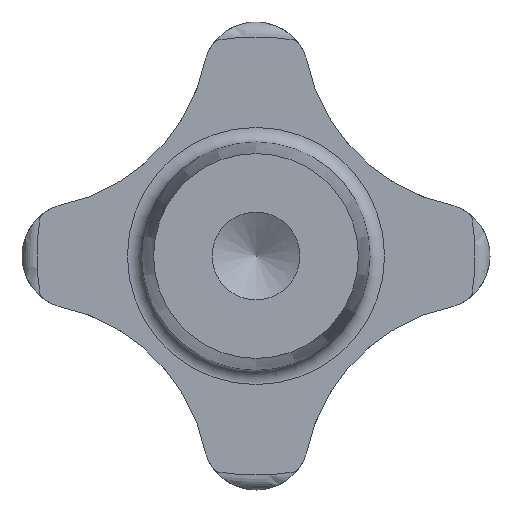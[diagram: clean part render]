
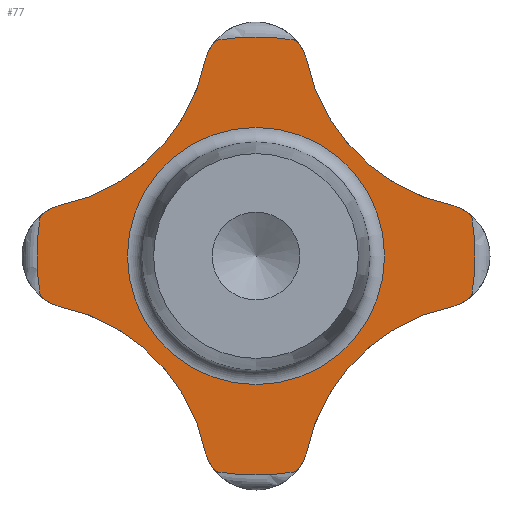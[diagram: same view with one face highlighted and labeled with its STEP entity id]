
A CAD part, front view. The second image highlights one B-rep face of the part: STEP entity #77.
In plain terms, the highlighted planar face has unit normal (0, -1, 0).
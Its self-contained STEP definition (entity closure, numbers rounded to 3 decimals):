
#77 = ADVANCED_FACE( '', ( #159, #160 ), #161, .F. );
#159 = FACE_BOUND( '', #242, .T. );
#160 = FACE_OUTER_BOUND( '', #243, .T. );
#161 = PLANE( '', #244 );
#242 = EDGE_LOOP( '', ( #402 ) );
#243 = EDGE_LOOP( '', ( #403, #404, #405, #406, #407, #408, #409, #410, #411, #412, #413, #414, #415, #416, #417, #418 ) );
#244 = AXIS2_PLACEMENT_3D( '', #419, #420, #421 );
#402 = ORIENTED_EDGE( '', *, *, #556, .F. );
#403 = ORIENTED_EDGE( '', *, *, #557, .T. );
#404 = ORIENTED_EDGE( '', *, *, #530, .T. );
#405 = ORIENTED_EDGE( '', *, *, #558, .F. );
#406 = ORIENTED_EDGE( '', *, *, #502, .T. );
#407 = ORIENTED_EDGE( '', *, *, #559, .T. );
#408 = ORIENTED_EDGE( '', *, *, #499, .T. );
#409 = ORIENTED_EDGE( '', *, *, #524, .F. );
#410 = ORIENTED_EDGE( '', *, *, #554, .T. );
#411 = ORIENTED_EDGE( '', *, *, #560, .T. );
#412 = ORIENTED_EDGE( '', *, *, #551, .T. );
#413 = ORIENTED_EDGE( '', *, *, #541, .F. );
#414 = ORIENTED_EDGE( '', *, *, #514, .T. );
#415 = ORIENTED_EDGE( '', *, *, #547, .T. );
#416 = ORIENTED_EDGE( '', *, *, #511, .T. );
#417 = ORIENTED_EDGE( '', *, *, #487, .F. );
#418 = ORIENTED_EDGE( '', *, *, #533, .T. );
#419 = CARTESIAN_POINT( '', ( 15., 10., 0. ) );
#420 = DIRECTION( '', ( 0., 1., 0. ) );
#421 = DIRECTION( '', ( 0., 0., 1. ) );
#487 = EDGE_CURVE( '', #573, #575, #576, .F. );
#499 = EDGE_CURVE( '', #597, #595, #598, .F. );
#502 = EDGE_CURVE( '', #603, #601, #604, .F. );
#511 = EDGE_CURVE( '', #617, #575, #618, .F. );
#514 = EDGE_CURVE( '', #623, #621, #624, .F. );
#524 = EDGE_CURVE( '', #638, #595, #640, .F. );
#530 = EDGE_CURVE( '', #648, #646, #649, .F. );
#533 = EDGE_CURVE( '', #573, #652, #654, .F. );
#541 = EDGE_CURVE( '', #623, #666, #667, .F. );
#547 = EDGE_CURVE( '', #621, #617, #673, .T. );
#551 = EDGE_CURVE( '', #677, #666, #678, .F. );
#554 = EDGE_CURVE( '', #638, #681, #683, .F. );
#556 = EDGE_CURVE( '', #685, #685, #686, .T. );
#557 = EDGE_CURVE( '', #652, #648, #687, .T. );
#558 = EDGE_CURVE( '', #603, #646, #688, .F. );
#559 = EDGE_CURVE( '', #601, #597, #689, .T. );
#560 = EDGE_CURVE( '', #681, #677, #690, .T. );
#573 = VERTEX_POINT( '', #702 );
#575 = VERTEX_POINT( '', #705 );
#576 = CIRCLE( '', #706, 12.8 );
#595 = VERTEX_POINT( '', #775 );
#597 = VERTEX_POINT( '', #778 );
#598 = CIRCLE( '', #779, 3.632 );
#601 = VERTEX_POINT( '', #793 );
#603 = VERTEX_POINT( '', #806 );
#604 = CIRCLE( '', #807, 3.632 );
#617 = VERTEX_POINT( '', #851 );
#618 = CIRCLE( '', #852, 3.632 );
#621 = VERTEX_POINT( '', #866 );
#623 = VERTEX_POINT( '', #879 );
#624 = CIRCLE( '', #880, 3.632 );
#638 = VERTEX_POINT( '', #915 );
#640 = CIRCLE( '', #918, 12.8 );
#646 = VERTEX_POINT( '', #953 );
#648 = VERTEX_POINT( '', #956 );
#649 = CIRCLE( '', #957, 3.632 );
#652 = VERTEX_POINT( '', #971 );
#654 = CIRCLE( '', #984, 3.632 );
#666 = VERTEX_POINT( '', #1016 );
#667 = CIRCLE( '', #1017, 12.8 );
#673 = CIRCLE( '', #1043, 15. );
#677 = VERTEX_POINT( '', #1057 );
#678 = CIRCLE( '', #1058, 3.632 );
#681 = VERTEX_POINT( '', #1072 );
#683 = CIRCLE( '', #1085, 3.632 );
#685 = VERTEX_POINT( '', #1087 );
#686 = CIRCLE( '', #1088, 8.791 );
#687 = CIRCLE( '', #1089, 15. );
#688 = CIRCLE( '', #1090, 12.8 );
#689 = CIRCLE( '', #1091, 15. );
#690 = CIRCLE( '', #1092, 15. );
#702 = CARTESIAN_POINT( '', ( -13.535, 10., 3.44 ) );
#705 = CARTESIAN_POINT( '', ( -3.44, 10., 13.535 ) );
#706 = AXIS2_PLACEMENT_3D( '', #1122, #1123, #1124 );
#775 = CARTESIAN_POINT( '', ( 3.44, 10., -13.535 ) );
#778 = CARTESIAN_POINT( '', ( 2.745, 10., -14.747 ) );
#779 = AXIS2_PLACEMENT_3D( '', #1133, #1134, #1135 );
#793 = CARTESIAN_POINT( '', ( -2.745, 10., -14.747 ) );
#806 = CARTESIAN_POINT( '', ( -3.44, 10., -13.535 ) );
#807 = AXIS2_PLACEMENT_3D( '', #1136, #1137, #1138 );
#851 = CARTESIAN_POINT( '', ( -2.745, 10., 14.747 ) );
#852 = AXIS2_PLACEMENT_3D( '', #1143, #1144, #1145 );
#866 = CARTESIAN_POINT( '', ( 2.745, 10., 14.747 ) );
#879 = CARTESIAN_POINT( '', ( 3.44, 10., 13.535 ) );
#880 = AXIS2_PLACEMENT_3D( '', #1146, #1147, #1148 );
#915 = CARTESIAN_POINT( '', ( 13.535, 10., -3.44 ) );
#918 = AXIS2_PLACEMENT_3D( '', #1157, #1158, #1159 );
#953 = CARTESIAN_POINT( '', ( -13.535, 10., -3.44 ) );
#956 = CARTESIAN_POINT( '', ( -14.747, 10., -2.745 ) );
#957 = AXIS2_PLACEMENT_3D( '', #1161, #1162, #1163 );
#971 = CARTESIAN_POINT( '', ( -14.747, 10., 2.745 ) );
#984 = AXIS2_PLACEMENT_3D( '', #1164, #1165, #1166 );
#1016 = CARTESIAN_POINT( '', ( 13.535, 10., 3.44 ) );
#1017 = AXIS2_PLACEMENT_3D( '', #1173, #1174, #1175 );
#1043 = AXIS2_PLACEMENT_3D( '', #1177, #1178, #1179 );
#1057 = CARTESIAN_POINT( '', ( 14.747, 10., 2.745 ) );
#1058 = AXIS2_PLACEMENT_3D( '', #1180, #1181, #1182 );
#1072 = CARTESIAN_POINT( '', ( 14.747, 10., -2.745 ) );
#1085 = AXIS2_PLACEMENT_3D( '', #1183, #1184, #1185 );
#1087 = CARTESIAN_POINT( '', ( 0., 10., -8.791 ) );
#1088 = AXIS2_PLACEMENT_3D( '', #1186, #1187, #1188 );
#1089 = AXIS2_PLACEMENT_3D( '', #1189, #1190, #1191 );
#1090 = AXIS2_PLACEMENT_3D( '', #1192, #1193, #1194 );
#1091 = AXIS2_PLACEMENT_3D( '', #1195, #1196, #1197 );
#1092 = AXIS2_PLACEMENT_3D( '', #1198, #1199, #1200 );
#1122 = CARTESIAN_POINT( '', ( -16., 10., 16. ) );
#1123 = DIRECTION( '', ( 0., 1., 0. ) );
#1124 = DIRECTION( '', ( 0., 0., 1. ) );
#1133 = CARTESIAN_POINT( '', ( 0., 10., -12.368 ) );
#1134 = DIRECTION( '', ( 0., 1., 0. ) );
#1135 = DIRECTION( '', ( 0., 0., 1. ) );
#1136 = CARTESIAN_POINT( '', ( 0., 10., -12.368 ) );
#1137 = DIRECTION( '', ( 0., 1., 0. ) );
#1138 = DIRECTION( '', ( 0., 0., 1. ) );
#1143 = CARTESIAN_POINT( '', ( 0., 10., 12.368 ) );
#1144 = DIRECTION( '', ( 0., 1., 0. ) );
#1145 = DIRECTION( '', ( 0., 0., 1. ) );
#1146 = CARTESIAN_POINT( '', ( 0., 10., 12.368 ) );
#1147 = DIRECTION( '', ( 0., 1., 0. ) );
#1148 = DIRECTION( '', ( 0., 0., 1. ) );
#1157 = CARTESIAN_POINT( '', ( 16., 10., -16. ) );
#1158 = DIRECTION( '', ( 0., 1., 0. ) );
#1159 = DIRECTION( '', ( 0., 0., 1. ) );
#1161 = CARTESIAN_POINT( '', ( -12.368, 10., 0. ) );
#1162 = DIRECTION( '', ( 0., 1., 0. ) );
#1163 = DIRECTION( '', ( 0., 0., 1. ) );
#1164 = CARTESIAN_POINT( '', ( -12.368, 10., 0. ) );
#1165 = DIRECTION( '', ( 0., 1., 0. ) );
#1166 = DIRECTION( '', ( 0., 0., 1. ) );
#1173 = CARTESIAN_POINT( '', ( 16., 10., 16. ) );
#1174 = DIRECTION( '', ( 0., 1., 0. ) );
#1175 = DIRECTION( '', ( 0., 0., 1. ) );
#1177 = CARTESIAN_POINT( '', ( 0., 10., 0. ) );
#1178 = DIRECTION( '', ( 0., -1., 0. ) );
#1179 = DIRECTION( '', ( 0., 0., -1. ) );
#1180 = CARTESIAN_POINT( '', ( 12.368, 10., 0. ) );
#1181 = DIRECTION( '', ( 0., 1., 0. ) );
#1182 = DIRECTION( '', ( 0., 0., 1. ) );
#1183 = CARTESIAN_POINT( '', ( 12.368, 10., 0. ) );
#1184 = DIRECTION( '', ( 0., 1., 0. ) );
#1185 = DIRECTION( '', ( 0., 0., 1. ) );
#1186 = CARTESIAN_POINT( '', ( 0., 10., 0. ) );
#1187 = DIRECTION( '', ( 0., -1., 0. ) );
#1188 = DIRECTION( '', ( 0., 0., -1. ) );
#1189 = CARTESIAN_POINT( '', ( 0., 10., 0. ) );
#1190 = DIRECTION( '', ( 0., -1., 0. ) );
#1191 = DIRECTION( '', ( 0., 0., -1. ) );
#1192 = CARTESIAN_POINT( '', ( -16., 10., -16. ) );
#1193 = DIRECTION( '', ( 0., 1., 0. ) );
#1194 = DIRECTION( '', ( 0., 0., 1. ) );
#1195 = CARTESIAN_POINT( '', ( 0., 10., 0. ) );
#1196 = DIRECTION( '', ( 0., -1., 0. ) );
#1197 = DIRECTION( '', ( 0., 0., -1. ) );
#1198 = CARTESIAN_POINT( '', ( 0., 10., 0. ) );
#1199 = DIRECTION( '', ( 0., -1., 0. ) );
#1200 = DIRECTION( '', ( 0., 0., -1. ) );
